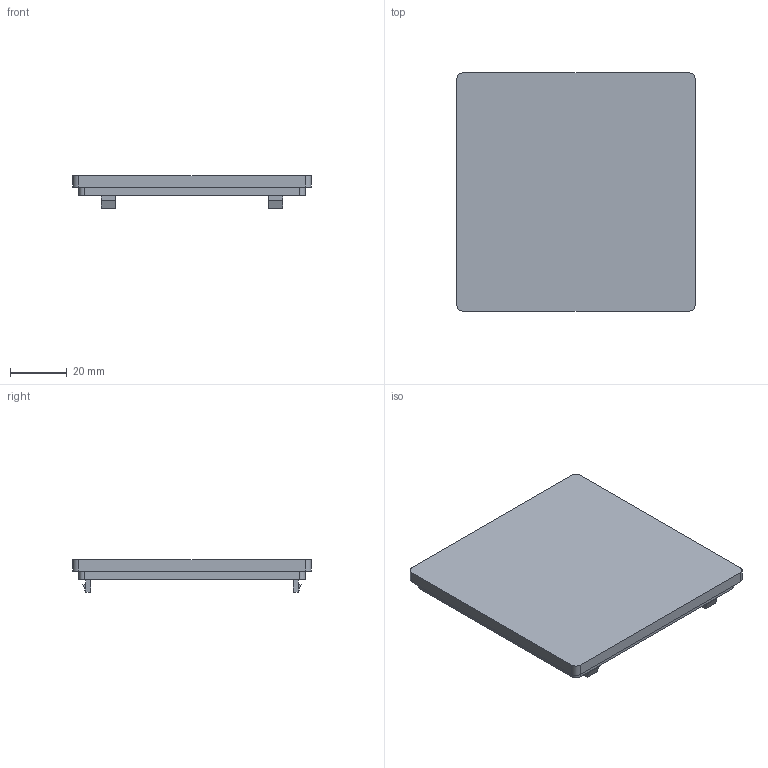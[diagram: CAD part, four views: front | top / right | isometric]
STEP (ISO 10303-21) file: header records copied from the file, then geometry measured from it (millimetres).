
FILE_DESCRIPTION(('FreeCAD Model'),'2;1');
FILE_NAME('Open CASCADE Shape Model','2022-11-26T17:40:02',(''),(''), 'Open CASCADE STEP processor 7.6','FreeCAD','Unknown');
FILE_SCHEMA(('AUTOMOTIVE_DESIGN { 1 0 10303 214 1 1 1 1 }'));
Length unit declared in the file: millimetre
Products named in the file (1): Top
Bounding box: 84 x 84 x 11.5 mm (x, y, z)
Volume: 27115.4 mm3; surface area: 17801.5 mm2
Topology: 1 solids, 1 shells, 60 faces, 144 edges, 88 vertices
Faces by surface type: plane 52, cylinder 8
Entity records: 1714 total; most frequent: CARTESIAN_POINT 293, ORIENTED_EDGE 288, DIRECTION 282, EDGE_CURVE 144, LINE 128, VECTOR 128, VERTEX_POINT 88, AXIS2_PLACEMENT_3D 77
